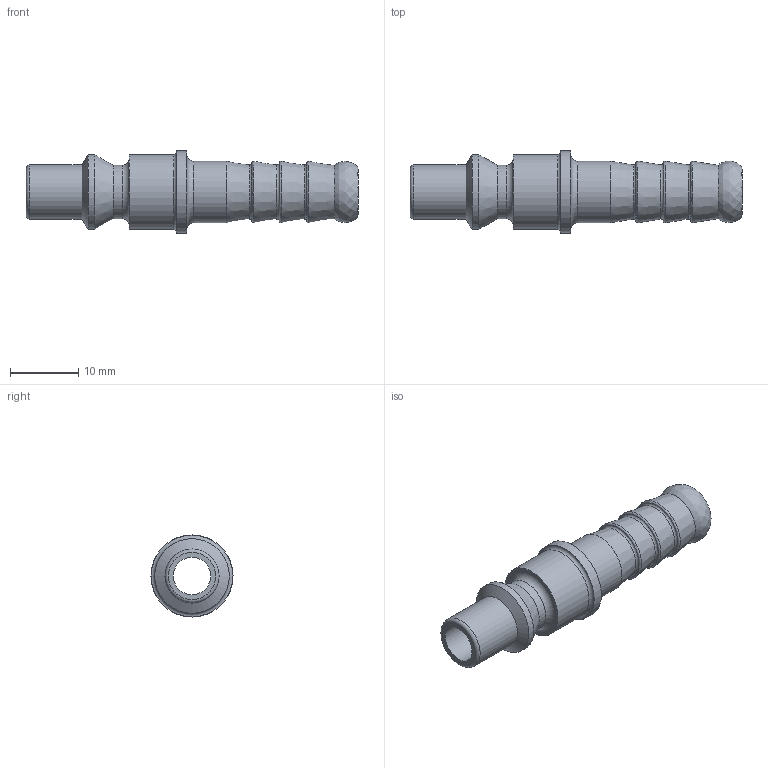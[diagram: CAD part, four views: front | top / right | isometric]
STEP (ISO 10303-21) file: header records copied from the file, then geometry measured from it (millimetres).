
FILE_DESCRIPTION((''),'2;1');
FILE_NAME('22sftf08sxn.stp','2015-09-30T14:51:46',('IA176480'),(''),'Autodesk Inventor 2013','Autodesk Inventor 2013','');
FILE_SCHEMA(('AUTOMOTIVE_DESIGN { 1 0 10303 214 1 1 1 1 }'));
Length unit declared in the file: millimetre
Products named in the file (1): D114744
Bounding box: 48.5 x 12 x 12 mm (x, y, z)
Volume: 1851.4 mm3; surface area: 2448.1 mm2
Topology: 1 solids, 1 shells, 31 faces, 63 edges, 37 vertices
Faces by surface type: cylinder 8, cone 7, torus 7, plane 5, bspline 4
Full cylindrical faces by diameter (mm): 5.5 x1, 6 x1, 7.8 x1, 7.9 x1, 9 x1, 10.9 x2, 12 x1
Entity records: 1027 total; most frequent: CARTESIAN_POINT 483, DIRECTION 112, ORIENTED_EDGE 68, EDGE_LOOP 59, AXIS2_PLACEMENT_3D 56, EDGE_CURVE 34, VERTEX_POINT 31, FACE_OUTER_BOUND 31
